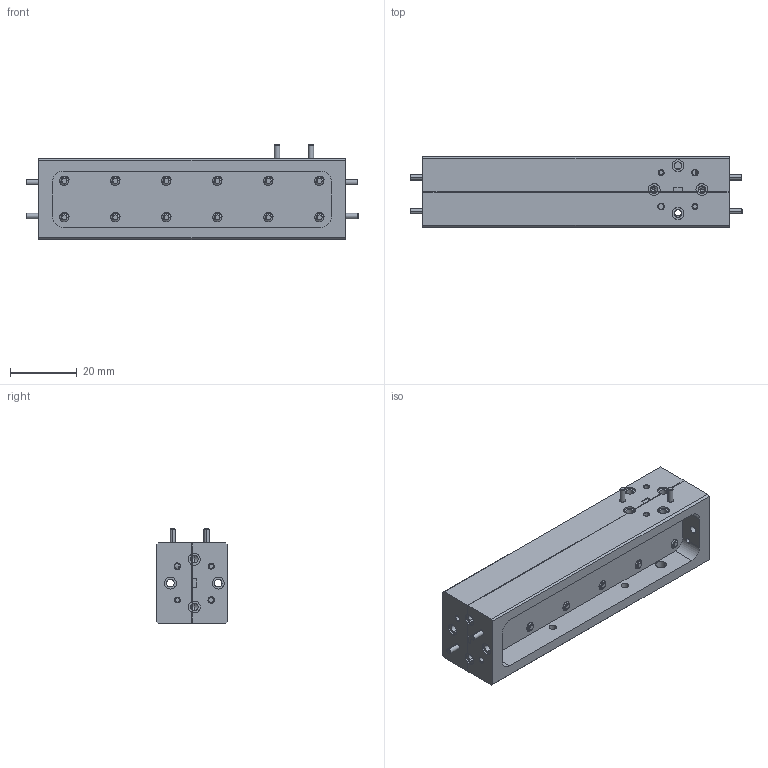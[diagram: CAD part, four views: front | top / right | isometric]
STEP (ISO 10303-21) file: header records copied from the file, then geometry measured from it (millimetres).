
FILE_DESCRIPTION (( 'STEP AP203' ), '1' );
FILE_NAME ('WD-SB-W.STEP', '2017-04-12T21:27:18', ( '' ), ( '' ), 'SwSTEP 2.0', 'SolidWorks 2013', '' );
FILE_SCHEMA (( 'CONFIG_CONTROL_DESIGN' ));
Products named in the file (1): WD-SB-W
Bounding box: 99.19 x 21.06 x 28.38 mm (x, y, z)
Volume: 27125.3 mm3; surface area: 24165.6 mm2
Topology: 33 solids, 33 shells, 1319 faces, 3465 edges, 2220 vertices
Faces by surface type: cylinder 782, plane 284, cone 225, bspline 28
Entity records: 54906 total; most frequent: CARTESIAN_POINT 25931, ORIENTED_EDGE 6898, DIRECTION 5268, EDGE_CURVE 3449, VERTEX_POINT 2220, AXIS2_PLACEMENT_3D 1931, LINE 1406, VECTOR 1406
